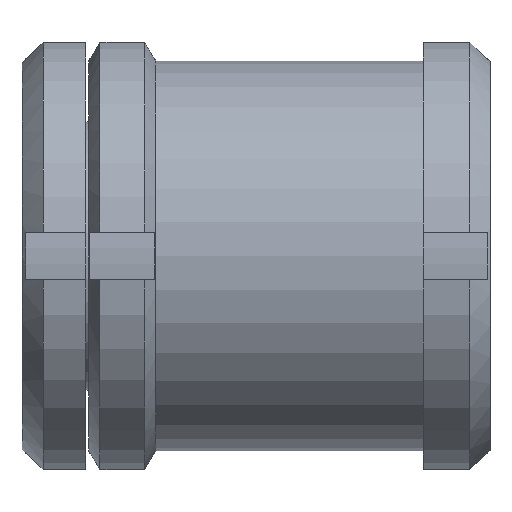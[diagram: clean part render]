
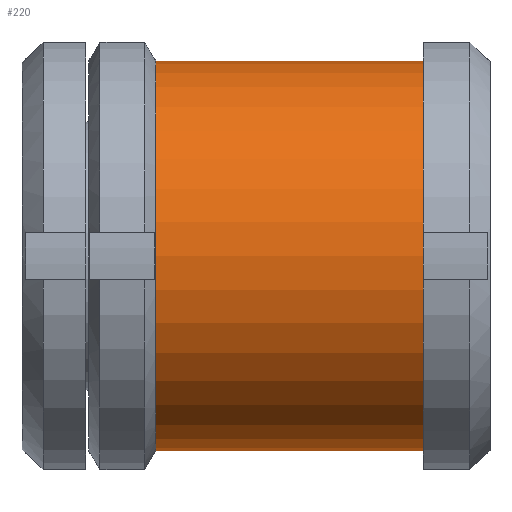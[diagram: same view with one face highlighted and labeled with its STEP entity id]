
A CAD part, left-side view. The second image highlights one B-rep face of the part: STEP entity #220.
In plain terms, the highlighted cylindrical face has radius 20.401 mm (diameter 40.802 mm), a full revolution.
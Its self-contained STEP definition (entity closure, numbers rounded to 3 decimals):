
#220 = ADVANCED_FACE( '', ( #461, #462 ), #463, .T. );
#461 = FACE_OUTER_BOUND( '', #700, .T. );
#462 = FACE_OUTER_BOUND( '', #701, .T. );
#463 = CYLINDRICAL_SURFACE( '', #702, 20.401 );
#700 = EDGE_LOOP( '', ( #1275 ) );
#701 = EDGE_LOOP( '', ( #1276 ) );
#702 = AXIS2_PLACEMENT_3D( '', #1277, #1278, #1279 );
#1275 = ORIENTED_EDGE( '', *, *, #1384, .T. );
#1276 = ORIENTED_EDGE( '', *, *, #1533, .F. );
#1277 = CARTESIAN_POINT( '', ( 0., 0., 0. ) );
#1278 = DIRECTION( '', ( 0., 1., 0. ) );
#1279 = DIRECTION( '', ( 0., 0., -1. ) );
#1384 = EDGE_CURVE( '', #1659, #1659, #1660, .T. );
#1533 = EDGE_CURVE( '', #1877, #1877, #1878, .T. );
#1659 = VERTEX_POINT( '', #2045 );
#1660 = CIRCLE( '', #2046, 20.401 );
#1877 = VERTEX_POINT( '', #2468 );
#1878 = CIRCLE( '', #2469, 20.401 );
#2045 = CARTESIAN_POINT( '', ( 0., 35.01, -20.401 ) );
#2046 = AXIS2_PLACEMENT_3D( '', #2593, #2594, #2595 );
#2468 = CARTESIAN_POINT( '', ( 0., 7., -20.401 ) );
#2469 = AXIS2_PLACEMENT_3D( '', #2759, #2760, #2761 );
#2593 = CARTESIAN_POINT( '', ( 0., 35.01, 0. ) );
#2594 = DIRECTION( '', ( 0., -1., 0. ) );
#2595 = DIRECTION( '', ( 0., 0., -1. ) );
#2759 = CARTESIAN_POINT( '', ( 0., 7., 0. ) );
#2760 = DIRECTION( '', ( 0., -1., 0. ) );
#2761 = DIRECTION( '', ( 0., 0., -1. ) );
